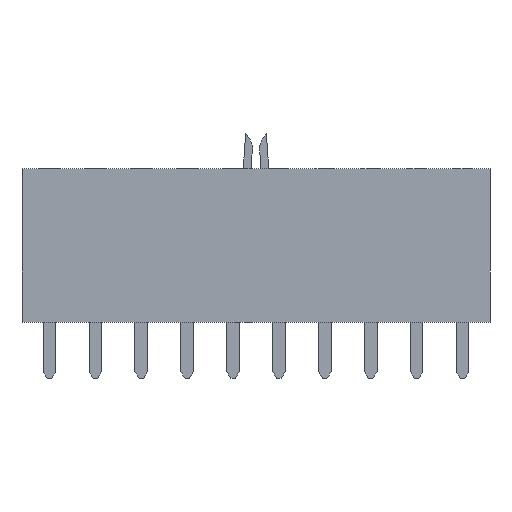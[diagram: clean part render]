
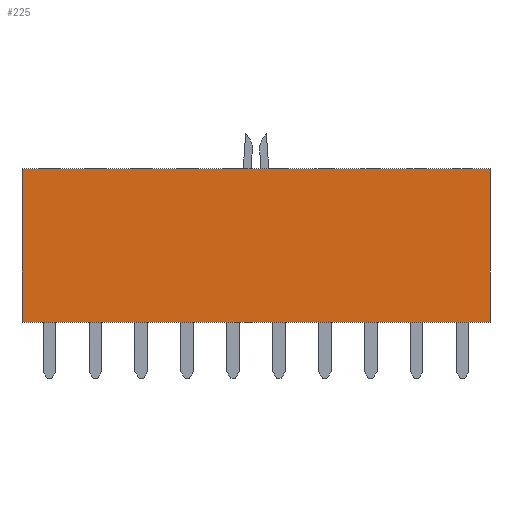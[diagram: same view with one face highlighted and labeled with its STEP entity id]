
A CAD part, front view. The second image highlights one B-rep face of the part: STEP entity #225.
In plain terms, the highlighted planar face has unit normal (0, -1, 0).
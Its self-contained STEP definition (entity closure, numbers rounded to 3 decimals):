
#225 = ADVANCED_FACE( '', ( #596 ), #597, .T. );
#596 = FACE_OUTER_BOUND( '', #1113, .T. );
#597 = PLANE( '', #1114 );
#1113 = EDGE_LOOP( '', ( #1774, #1775, #1776, #1777 ) );
#1114 = AXIS2_PLACEMENT_3D( '', #1778, #1779, #1780 );
#1774 = ORIENTED_EDGE( '', *, *, #3161, .T. );
#1775 = ORIENTED_EDGE( '', *, *, #3162, .T. );
#1776 = ORIENTED_EDGE( '', *, *, #3130, .T. );
#1777 = ORIENTED_EDGE( '', *, *, #3163, .T. );
#1778 = CARTESIAN_POINT( '', ( 0., -1.25, 0. ) );
#1779 = DIRECTION( '', ( 0., -1., 0. ) );
#1780 = DIRECTION( '', ( 0., 0., -1. ) );
#3130 = EDGE_CURVE( '', #3785, #3783, #3786, .T. );
#3161 = EDGE_CURVE( '', #3833, #3834, #3835, .T. );
#3162 = EDGE_CURVE( '', #3834, #3785, #3836, .T. );
#3163 = EDGE_CURVE( '', #3783, #3833, #3837, .T. );
#3783 = VERTEX_POINT( '', #4706 );
#3785 = VERTEX_POINT( '', #4709 );
#3786 = LINE( '', #4710, #4711 );
#3833 = VERTEX_POINT( '', #4782 );
#3834 = VERTEX_POINT( '', #4783 );
#3835 = LINE( '', #4784, #4785 );
#3836 = LINE( '', #4786, #4787 );
#3837 = LINE( '', #4788, #4789 );
#4706 = CARTESIAN_POINT( '', ( 12.95, -1.25, -4.25 ) );
#4709 = CARTESIAN_POINT( '', ( -12.95, -1.25, -4.25 ) );
#4710 = CARTESIAN_POINT( '', ( -12.95, -1.25, -4.25 ) );
#4711 = VECTOR( '', #5770, 1000. );
#4782 = CARTESIAN_POINT( '', ( 12.95, -1.25, 4.25 ) );
#4783 = CARTESIAN_POINT( '', ( -12.95, -1.25, 4.25 ) );
#4784 = CARTESIAN_POINT( '', ( 12.95, -1.25, 4.25 ) );
#4785 = VECTOR( '', #5795, 1000. );
#4786 = CARTESIAN_POINT( '', ( -12.95, -1.25, 4.25 ) );
#4787 = VECTOR( '', #5796, 1000. );
#4788 = CARTESIAN_POINT( '', ( 12.95, -1.25, -4.25 ) );
#4789 = VECTOR( '', #5797, 1000. );
#5770 = DIRECTION( '', ( 1., 0., 0. ) );
#5795 = DIRECTION( '', ( -1., 0., 0. ) );
#5796 = DIRECTION( '', ( 0., 0., -1. ) );
#5797 = DIRECTION( '', ( 0., 0., 1. ) );
